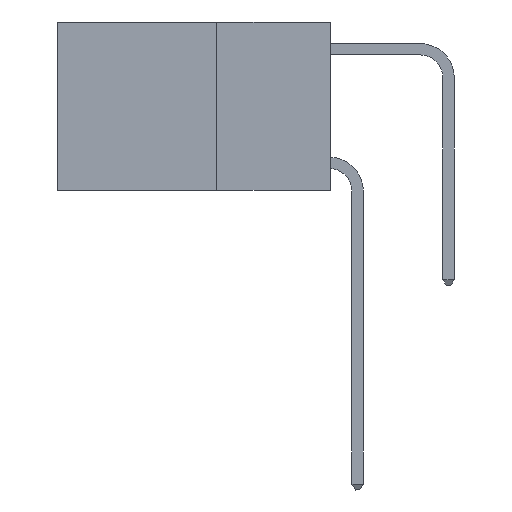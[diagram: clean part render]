
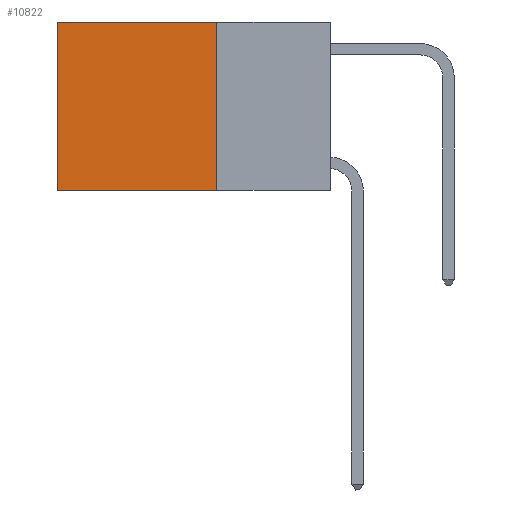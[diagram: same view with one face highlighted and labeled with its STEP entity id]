
A CAD part, left-side view. The second image highlights one B-rep face of the part: STEP entity #10822.
In plain terms, the highlighted planar face has unit normal (-1, 0, 0).
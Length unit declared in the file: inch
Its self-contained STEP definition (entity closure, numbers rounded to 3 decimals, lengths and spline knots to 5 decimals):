
#668 = VECTOR ( 'NONE', #7691, 39.37008 ) ;
#894 = CARTESIAN_POINT ( 'NONE',  ( 0.2625, 0.6, 0. ) ) ;
#1505 = VERTEX_POINT ( 'NONE', #13281 ) ;
#1904 = CARTESIAN_POINT ( 'NONE',  ( 0.2625, 0.25, 0. ) ) ;
#2415 = LINE ( 'NONE', #15605, #6293 ) ;
#2609 = DIRECTION ( 'NONE',  ( 0., 1., 0. ) ) ;
#2731 = CARTESIAN_POINT ( 'NONE',  ( 0.2625, 0.25, 0. ) ) ;
#3157 = LINE ( 'NONE', #1904, #668 ) ;
#3246 = EDGE_LOOP ( 'NONE', ( #13470, #8943, #4477, #13856 ) ) ;
#4477 = ORIENTED_EDGE ( 'NONE', *, *, #9931, .F. ) ;
#4632 = VECTOR ( 'NONE', #11843, 39.37008 ) ;
#4698 = VERTEX_POINT ( 'NONE', #9214 ) ;
#6082 = CARTESIAN_POINT ( 'NONE',  ( 0.2625, 0.25, 0. ) ) ;
#6293 = VECTOR ( 'NONE', #2609, 39.37008 ) ;
#7629 = CARTESIAN_POINT ( 'NONE',  ( 0.2625, 0.6, -0.37 ) ) ;
#7691 = DIRECTION ( 'NONE',  ( 0., 0., -1. ) ) ;
#8514 = DIRECTION ( 'NONE',  ( 1., 0., 0. ) ) ;
#8943 = ORIENTED_EDGE ( 'NONE', *, *, #18499, .F. ) ;
#9214 = CARTESIAN_POINT ( 'NONE',  ( 0.2625, 0.25, -0.37 ) ) ;
#9921 = CARTESIAN_POINT ( 'NONE',  ( 0.2625, 0.6, 0. ) ) ;
#9931 = EDGE_CURVE ( 'NONE', #1505, #4698, #3157, .T. ) ;
#10093 = VERTEX_POINT ( 'NONE', #894 ) ;
#10654 = AXIS2_PLACEMENT_3D ( 'NONE', #2731, #8514, #13336 ) ;
#10701 = LINE ( 'NONE', #6082, #4632 ) ;
#10822 = ADVANCED_FACE ( 'NONE', ( #12773 ), #11334, .F. ) ;
#11334 = PLANE ( 'NONE',  #10654 ) ;
#11726 = EDGE_CURVE ( 'NONE', #1505, #10093, #10701, .T. ) ;
#11843 = DIRECTION ( 'NONE',  ( 0., 1., 0. ) ) ;
#12570 = VERTEX_POINT ( 'NONE', #7629 ) ;
#12773 = FACE_OUTER_BOUND ( 'NONE', #3246, .T. ) ;
#13054 = DIRECTION ( 'NONE',  ( 0., 0., -1. ) ) ;
#13281 = CARTESIAN_POINT ( 'NONE',  ( 0.2625, 0.25, 0. ) ) ;
#13284 = EDGE_CURVE ( 'NONE', #10093, #12570, #14292, .T. ) ;
#13336 = DIRECTION ( 'NONE',  ( 0., 0., -1. ) ) ;
#13470 = ORIENTED_EDGE ( 'NONE', *, *, #13284, .T. ) ;
#13856 = ORIENTED_EDGE ( 'NONE', *, *, #11726, .T. ) ;
#14292 = LINE ( 'NONE', #9921, #17412 ) ;
#15605 = CARTESIAN_POINT ( 'NONE',  ( 0.2625, 0.25, -0.37 ) ) ;
#17412 = VECTOR ( 'NONE', #13054, 39.37008 ) ;
#18499 = EDGE_CURVE ( 'NONE', #4698, #12570, #2415, .T. ) ;
